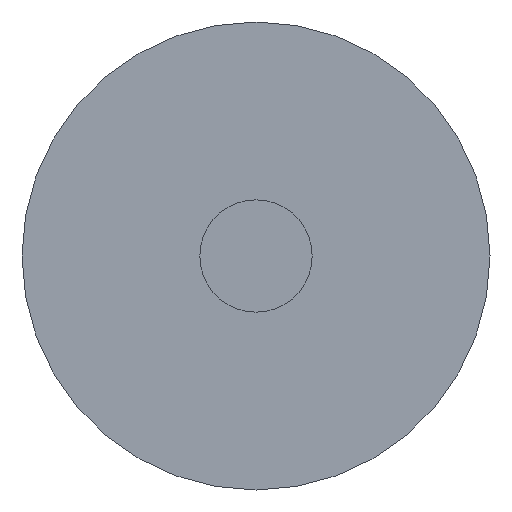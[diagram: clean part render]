
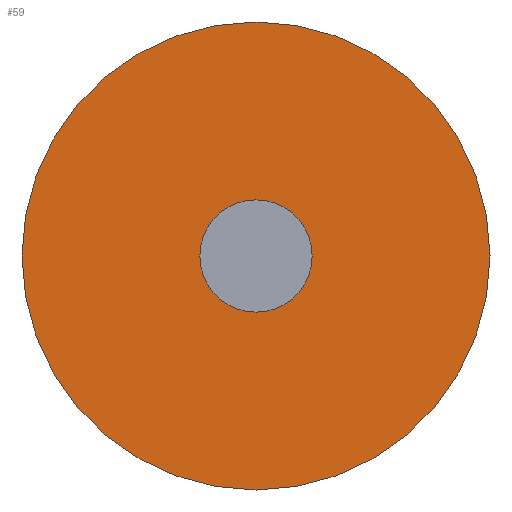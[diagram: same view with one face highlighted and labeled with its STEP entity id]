
A CAD part, front view. The second image highlights one B-rep face of the part: STEP entity #59.
In plain terms, the highlighted planar face has unit normal (0, -1, 0).
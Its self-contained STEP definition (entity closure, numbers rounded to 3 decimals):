
#14=FACE_BOUND('',#28,.T.);
#19=PLANE('',#85);
#23=FACE_OUTER_BOUND('',#27,.T.);
#27=EDGE_LOOP('',(#50));
#28=EDGE_LOOP('',(#51));
#29=CIRCLE('',#80,12.5);
#31=CIRCLE('',#84,3.);
#34=VERTEX_POINT('',#148);
#36=VERTEX_POINT('',#159);
#38=EDGE_CURVE('',#34,#34,#29,.T.);
#40=EDGE_CURVE('',#36,#36,#31,.T.);
#50=ORIENTED_EDGE('',*,*,#38,.F.);
#51=ORIENTED_EDGE('',*,*,#40,.T.);
#59=ADVANCED_FACE('',(#23,#14),#19,.T.);
#80=AXIS2_PLACEMENT_3D('',#154,#88,#89);
#84=AXIS2_PLACEMENT_3D('',#160,#96,#97);
#85=AXIS2_PLACEMENT_3D('',#162,#99,#100);
#88=DIRECTION('center_axis',(0.,1.,0.));
#89=DIRECTION('ref_axis',(1.,0.,0.));
#96=DIRECTION('center_axis',(0.,1.,0.));
#97=DIRECTION('ref_axis',(1.,0.,0.));
#99=DIRECTION('center_axis',(0.,-1.,0.));
#100=DIRECTION('ref_axis',(0.,0.,-1.));
#148=CARTESIAN_POINT('',(-12.5,0.,0.));
#154=CARTESIAN_POINT('Origin',(0.,0.,
0.));
#159=CARTESIAN_POINT('',(3.,0.,0.));
#160=CARTESIAN_POINT('Origin',(0.,0.,
0.));
#162=CARTESIAN_POINT('Origin',(-12.5,0.,0.));
